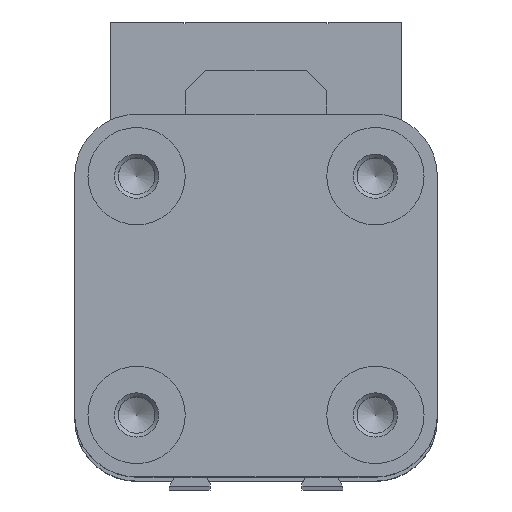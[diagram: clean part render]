
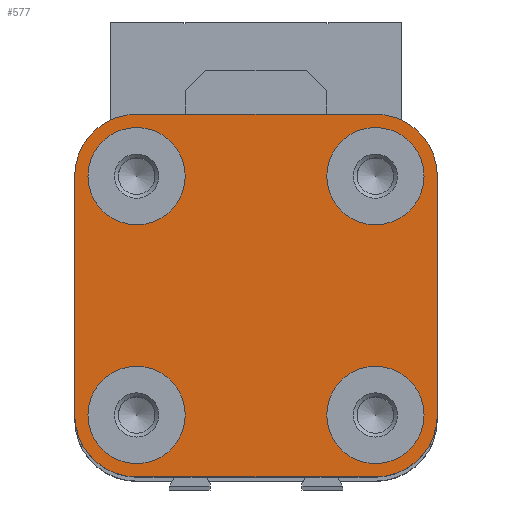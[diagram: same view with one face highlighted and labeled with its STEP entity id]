
A CAD part, top view. The second image highlights one B-rep face of the part: STEP entity #577.
In plain terms, the highlighted planar face has unit normal (0, 0, 1).
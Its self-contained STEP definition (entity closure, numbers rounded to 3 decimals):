
#577 = ADVANCED_FACE( '', ( #1225, #1226, #1227, #1228, #1229 ), #1230, .T. );
#1225 = FACE_BOUND( '', #1956, .T. );
#1226 = FACE_BOUND( '', #1957, .T. );
#1227 = FACE_BOUND( '', #1958, .T. );
#1228 = FACE_BOUND( '', #1959, .T. );
#1229 = FACE_OUTER_BOUND( '', #1960, .T. );
#1230 = PLANE( '', #1961 );
#1956 = EDGE_LOOP( '', ( #3325 ) );
#1957 = EDGE_LOOP( '', ( #3326 ) );
#1958 = EDGE_LOOP( '', ( #3327 ) );
#1959 = EDGE_LOOP( '', ( #3328 ) );
#1960 = EDGE_LOOP( '', ( #3329, #3330, #3331, #3332, #3333, #3334, #3335, #3336 ) );
#1961 = AXIS2_PLACEMENT_3D( '', #3337, #3338, #3339 );
#3325 = ORIENTED_EDGE( '', *, *, #4453, .T. );
#3326 = ORIENTED_EDGE( '', *, *, #4595, .T. );
#3327 = ORIENTED_EDGE( '', *, *, #4093, .T. );
#3328 = ORIENTED_EDGE( '', *, *, #4437, .T. );
#3329 = ORIENTED_EDGE( '', *, *, #4596, .T. );
#3330 = ORIENTED_EDGE( '', *, *, #4123, .T. );
#3331 = ORIENTED_EDGE( '', *, *, #4597, .T. );
#3332 = ORIENTED_EDGE( '', *, *, #4598, .T. );
#3333 = ORIENTED_EDGE( '', *, *, #4150, .T. );
#3334 = ORIENTED_EDGE( '', *, *, #4389, .T. );
#3335 = ORIENTED_EDGE( '', *, *, #4540, .T. );
#3336 = ORIENTED_EDGE( '', *, *, #4155, .T. );
#3337 = CARTESIAN_POINT( '', ( -13.5, -13.5, 150. ) );
#3338 = DIRECTION( '', ( 0., 0., 1. ) );
#3339 = DIRECTION( '', ( 1., 0., 0. ) );
#4093 = EDGE_CURVE( '', #4823, #4823, #4824, .F. );
#4123 = EDGE_CURVE( '', #4872, #4870, #4873, .T. );
#4150 = EDGE_CURVE( '', #4917, #4915, #4918, .T. );
#4155 = EDGE_CURVE( '', #4926, #4924, #4927, .T. );
#4389 = EDGE_CURVE( '', #4915, #5313, #5315, .T. );
#4437 = EDGE_CURVE( '', #5389, #5389, #5390, .F. );
#4453 = EDGE_CURVE( '', #5412, #5412, #5413, .F. );
#4540 = EDGE_CURVE( '', #5313, #4926, #5532, .T. );
#4595 = EDGE_CURVE( '', #5599, #5599, #5600, .F. );
#4596 = EDGE_CURVE( '', #4924, #4872, #5601, .T. );
#4597 = EDGE_CURVE( '', #4870, #5602, #5603, .T. );
#4598 = EDGE_CURVE( '', #5602, #4917, #5604, .T. );
#4823 = VERTEX_POINT( '', #5870 );
#4824 = CIRCLE( '', #5871, 5.5 );
#4870 = VERTEX_POINT( '', #5929 );
#4872 = VERTEX_POINT( '', #5932 );
#4873 = CIRCLE( '', #5933, 7. );
#4915 = VERTEX_POINT( '', #5988 );
#4917 = VERTEX_POINT( '', #5991 );
#4918 = LINE( '', #5992, #5993 );
#4924 = VERTEX_POINT( '', #6000 );
#4926 = VERTEX_POINT( '', #6003 );
#4927 = CIRCLE( '', #6004, 7. );
#5313 = VERTEX_POINT( '', #6534 );
#5315 = CIRCLE( '', #6537, 7. );
#5389 = VERTEX_POINT( '', #6641 );
#5390 = CIRCLE( '', #6642, 5.5 );
#5412 = VERTEX_POINT( '', #6672 );
#5413 = CIRCLE( '', #6673, 5.5 );
#5532 = LINE( '', #6840, #6841 );
#5599 = VERTEX_POINT( '', #6929 );
#5600 = CIRCLE( '', #6930, 5.5 );
#5601 = LINE( '', #6931, #6932 );
#5602 = VERTEX_POINT( '', #6933 );
#5603 = LINE( '', #6934, #6935 );
#5604 = CIRCLE( '', #6936, 7. );
#5870 = CARTESIAN_POINT( '', ( 19., 13.5, 150. ) );
#5871 = AXIS2_PLACEMENT_3D( '', #7227, #7228, #7229 );
#5929 = CARTESIAN_POINT( '', ( -13.5, -20.5, 150. ) );
#5932 = CARTESIAN_POINT( '', ( -20.5, -13.5, 150. ) );
#5933 = AXIS2_PLACEMENT_3D( '', #7264, #7265, #7266 );
#5988 = CARTESIAN_POINT( '', ( 20.5, 13.5, 150. ) );
#5991 = CARTESIAN_POINT( '', ( 20.5, -13.5, 150. ) );
#5992 = CARTESIAN_POINT( '', ( 20.5, -13.5, 150. ) );
#5993 = VECTOR( '', #7296, 1000. );
#6000 = CARTESIAN_POINT( '', ( -20.5, 13.5, 150. ) );
#6003 = CARTESIAN_POINT( '', ( -13.5, 20.5, 150. ) );
#6004 = AXIS2_PLACEMENT_3D( '', #7302, #7303, #7304 );
#6534 = CARTESIAN_POINT( '', ( 13.5, 20.5, 150. ) );
#6537 = AXIS2_PLACEMENT_3D( '', #7573, #7574, #7575 );
#6641 = CARTESIAN_POINT( '', ( -8., 13.5, 150. ) );
#6642 = AXIS2_PLACEMENT_3D( '', #7621, #7622, #7623 );
#6672 = CARTESIAN_POINT( '', ( 19., -13.5, 150. ) );
#6673 = AXIS2_PLACEMENT_3D( '', #7638, #7639, #7640 );
#6840 = CARTESIAN_POINT( '', ( 13.5, 20.5, 150. ) );
#6841 = VECTOR( '', #7719, 1000. );
#6929 = CARTESIAN_POINT( '', ( -8., -13.5, 150. ) );
#6930 = AXIS2_PLACEMENT_3D( '', #7765, #7766, #7767 );
#6931 = CARTESIAN_POINT( '', ( -20.5, 13.5, 150. ) );
#6932 = VECTOR( '', #7768, 1000. );
#6933 = CARTESIAN_POINT( '', ( 13.5, -20.5, 150. ) );
#6934 = CARTESIAN_POINT( '', ( -13.5, -20.5, 150. ) );
#6935 = VECTOR( '', #7769, 1000. );
#6936 = AXIS2_PLACEMENT_3D( '', #7770, #7771, #7772 );
#7227 = CARTESIAN_POINT( '', ( 13.5, 13.5, 150. ) );
#7228 = DIRECTION( '', ( 0., 0., 1. ) );
#7229 = DIRECTION( '', ( 1., 0., 0. ) );
#7264 = CARTESIAN_POINT( '', ( -13.5, -13.5, 150. ) );
#7265 = DIRECTION( '', ( 0., 0., 1. ) );
#7266 = DIRECTION( '', ( 1., 0., 0. ) );
#7296 = DIRECTION( '', ( 0., 1., 0. ) );
#7302 = CARTESIAN_POINT( '', ( -13.5, 13.5, 150. ) );
#7303 = DIRECTION( '', ( 0., 0., 1. ) );
#7304 = DIRECTION( '', ( 1., 0., 0. ) );
#7573 = CARTESIAN_POINT( '', ( 13.5, 13.5, 150. ) );
#7574 = DIRECTION( '', ( 0., 0., 1. ) );
#7575 = DIRECTION( '', ( 1., 0., 0. ) );
#7621 = CARTESIAN_POINT( '', ( -13.5, 13.5, 150. ) );
#7622 = DIRECTION( '', ( 0., 0., 1. ) );
#7623 = DIRECTION( '', ( 1., 0., 0. ) );
#7638 = CARTESIAN_POINT( '', ( 13.5, -13.5, 150. ) );
#7639 = DIRECTION( '', ( 0., 0., 1. ) );
#7640 = DIRECTION( '', ( 1., 0., 0. ) );
#7719 = DIRECTION( '', ( -1., 0., 0. ) );
#7765 = CARTESIAN_POINT( '', ( -13.5, -13.5, 150. ) );
#7766 = DIRECTION( '', ( 0., 0., 1. ) );
#7767 = DIRECTION( '', ( 1., 0., 0. ) );
#7768 = DIRECTION( '', ( 0., -1., 0. ) );
#7769 = DIRECTION( '', ( 1., 0., 0. ) );
#7770 = CARTESIAN_POINT( '', ( 13.5, -13.5, 150. ) );
#7771 = DIRECTION( '', ( 0., 0., 1. ) );
#7772 = DIRECTION( '', ( 1., 0., 0. ) );
